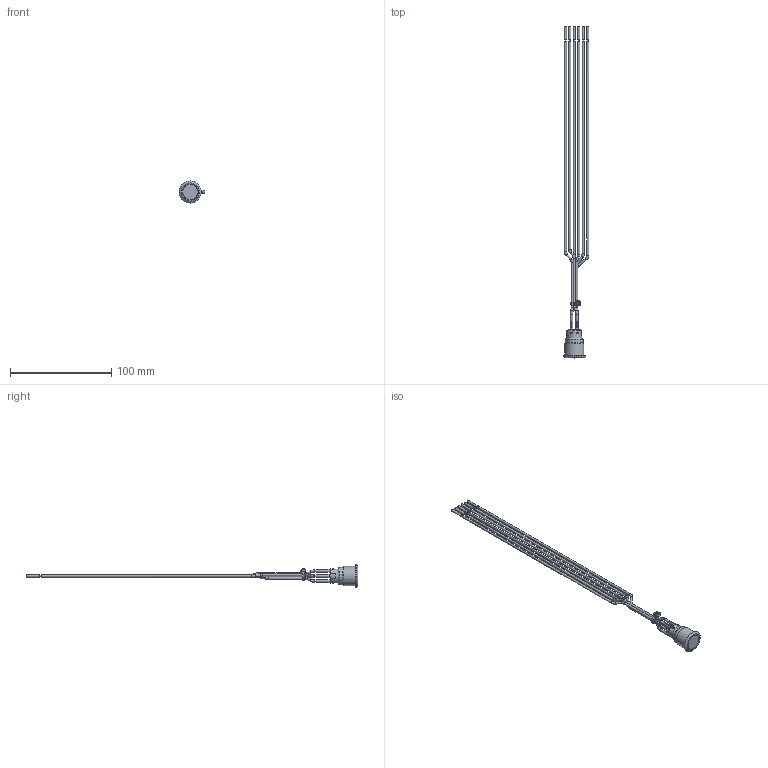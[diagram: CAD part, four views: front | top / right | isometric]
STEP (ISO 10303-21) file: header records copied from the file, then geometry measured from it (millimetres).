
FILE_DESCRIPTION(/* description */ (''),/* implementation_level */ '2;1');
FILE_NAME(/* name */ '000026164_Shrinkwrap_1.stp',/* time_stamp */ '2023-02-15T11:09:49-06:00',/* author */ ('jmeyers'),/* organization */ (''),/* preprocessor_version */ 'ST-DEVELOPER v18.1',/* originating_system */ 'Autodesk Inventor 2020',/* authorisation */ '');
FILE_SCHEMA (('AUTOMOTIVE_DESIGN { 1 0 10303 214 3 1 1 }'));
Length unit declared in the file: millimetre
Products named in the file (1): 000026164_Shrinkwrap_1
Bounding box: 25.3 x 327.5 x 22 mm (x, y, z)
Volume: 13304.6 mm3; surface area: 15999.5 mm2
Topology: 1 solids, 1 shells, 421 faces, 1167 edges, 752 vertices
Faces by surface type: plane 225, cylinder 97, bspline 50, torus 31, cone 10, sphere 8
Full cylindrical faces by diameter (mm): 1.1 x6, 2.2 x29, 2.4 x6, 13.3 x1, 14.7 x1, 15.5 x1, 17.5 x1, 17.6 x1, 19 x1, 22 x1
Entity records: 14289 total; most frequent: CARTESIAN_POINT 3376, ORIENTED_EDGE 2344, DIRECTION 2221, EDGE_CURVE 1172, AXIS2_PLACEMENT_3D 790, VERTEX_POINT 752, LINE 641, VECTOR 641
